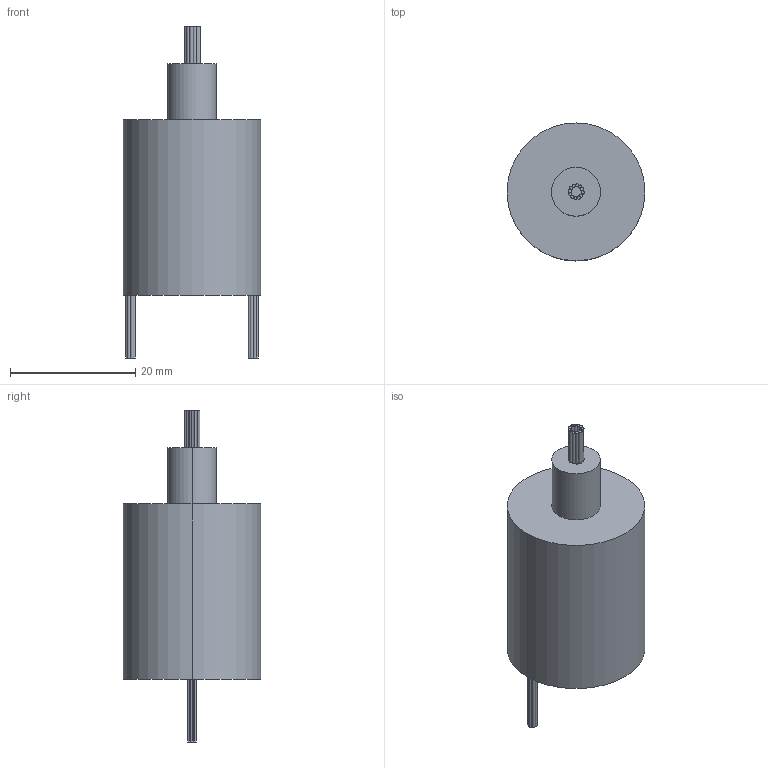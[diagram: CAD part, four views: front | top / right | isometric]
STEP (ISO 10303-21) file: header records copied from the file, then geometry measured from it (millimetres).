
FILE_DESCRIPTION (( 'STEP AP203' ), '1' );
FILE_NAME ('322M3-1200 Rev 1.STEP', '2013-06-26T16:51:49', ( '' ), ( '' ), 'SwSTEP 2.0', 'SolidWorks 2013', '' );
FILE_SCHEMA (( 'CONFIG_CONTROL_DESIGN' ));
Length unit declared in the file: millimetre
Products named in the file (1): 322M3-1200 Rev 1
Bounding box: 22 x 22 x 53 mm (x, y, z)
Volume: 11111.5 mm3; surface area: 3217.6 mm2
Topology: 1 solids, 1 shells, 79 faces, 156 edges, 104 vertices
Faces by surface type: cylinder 52, plane 27
Entity records: 2171 total; most frequent: DIRECTION 420, CARTESIAN_POINT 340, ORIENTED_EDGE 312, AXIS2_PLACEMENT_3D 184, EDGE_CURVE 156, CIRCLE 104, EDGE_LOOP 104, VERTEX_POINT 104
